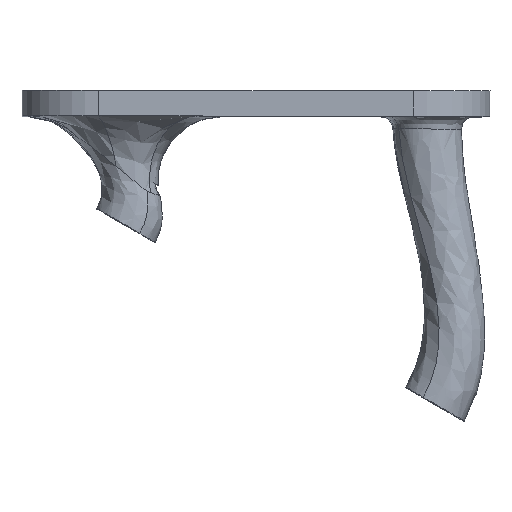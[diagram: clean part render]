
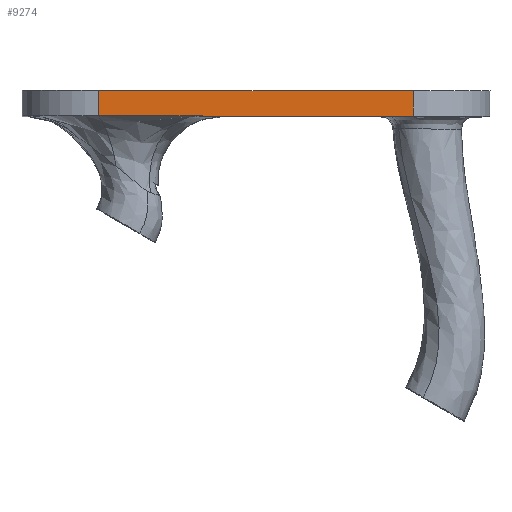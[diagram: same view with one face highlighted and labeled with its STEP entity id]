
A CAD part, top view. The second image highlights one B-rep face of the part: STEP entity #9274.
In plain terms, the highlighted planar face has unit normal (0, 0, 1).
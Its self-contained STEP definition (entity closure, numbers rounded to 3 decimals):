
#52 = VECTOR ( 'NONE', #4866, 1000. ) ;
#416 = AXIS2_PLACEMENT_3D ( 'NONE', #9046, #4559, #7591 ) ;
#927 = CARTESIAN_POINT ( 'NONE',  ( 160.84, -24.107, 44.5 ) ) ;
#1111 = DIRECTION ( 'NONE',  ( -1., 0.001, 0. ) ) ;
#1393 = VERTEX_POINT ( 'NONE', #927 ) ;
#1802 = VERTEX_POINT ( 'NONE', #8079 ) ;
#1914 = CARTESIAN_POINT ( 'NONE',  ( 289.7, -24.213, 44.5 ) ) ;
#2079 = CARTESIAN_POINT ( 'NONE',  ( 168.569, -26.113, 44.5 ) ) ;
#2137 = VECTOR ( 'NONE', #7255, 1000. ) ;
#2157 = VERTEX_POINT ( 'NONE', #8211 ) ;
#2515 = LINE ( 'NONE', #1914, #5823 ) ;
#2517 = ORIENTED_EDGE ( 'NONE', *, *, #5619, .T. ) ;
#2879 = CARTESIAN_POINT ( 'NONE',  ( 289.698, -26.213, 44.5 ) ) ;
#3118 = FACE_OUTER_BOUND ( 'NONE', #8823, .T. ) ;
#3273 = CARTESIAN_POINT ( 'NONE',  ( 160.838, -26.107, 44.5 ) ) ;
#3361 = ORIENTED_EDGE ( 'NONE', *, *, #4373, .F. ) ;
#3634 = LINE ( 'NONE', #2879, #2137 ) ;
#3665 = LINE ( 'NONE', #5056, #3750 ) ;
#3750 = VECTOR ( 'NONE', #4451, 1000. ) ;
#3760 = CARTESIAN_POINT ( 'NONE',  ( 160.795, -78.933, 44.5 ) ) ;
#3849 = DIRECTION ( 'NONE',  ( 0.001, 1., 0. ) ) ;
#4238 = VERTEX_POINT ( 'NONE', #2079 ) ;
#4373 = EDGE_CURVE ( 'NONE', #6125, #1393, #6132, .T. ) ;
#4451 = DIRECTION ( 'NONE',  ( 1., -0.001, 0. ) ) ;
#4559 = DIRECTION ( 'NONE',  ( 0., 0., 1. ) ) ;
#4866 = DIRECTION ( 'NONE',  ( 0.001, 1., 0. ) ) ;
#5056 = CARTESIAN_POINT ( 'NONE',  ( 289.698, -26.213, 44.5 ) ) ;
#5619 = EDGE_CURVE ( 'NONE', #2157, #1802, #8652, .T. ) ;
#5794 = EDGE_CURVE ( 'NONE', #4238, #2157, #3634, .T. ) ;
#5823 = VECTOR ( 'NONE', #1111, 1000. ) ;
#6125 = VERTEX_POINT ( 'NONE', #3273 ) ;
#6132 = LINE ( 'NONE', #3760, #9752 ) ;
#6188 = ORIENTED_EDGE ( 'NONE', *, *, #7740, .T. ) ;
#7255 = DIRECTION ( 'NONE',  ( 1., -0.001, 0. ) ) ;
#7399 = ORIENTED_EDGE ( 'NONE', *, *, #5794, .T. ) ;
#7496 = ORIENTED_EDGE ( 'NONE', *, *, #7500, .T. ) ;
#7500 = EDGE_CURVE ( 'NONE', #6125, #4238, #3665, .T. ) ;
#7591 = DIRECTION ( 'NONE',  ( -0.002, -1., 0. ) ) ;
#7636 = PLANE ( 'NONE',  #416 ) ;
#7740 = EDGE_CURVE ( 'NONE', #1802, #1393, #2515, .T. ) ;
#8079 = CARTESIAN_POINT ( 'NONE',  ( 185.535, -24.127, 44.5 ) ) ;
#8211 = CARTESIAN_POINT ( 'NONE',  ( 185.534, -26.127, 44.5 ) ) ;
#8652 = LINE ( 'NONE', #9308, #52 ) ;
#8823 = EDGE_LOOP ( 'NONE', ( #7496, #7399, #2517, #6188, #3361 ) ) ;
#9046 = CARTESIAN_POINT ( 'NONE',  ( 289.654, -79.039, 44.5 ) ) ;
#9274 = ADVANCED_FACE ( 'NONE', ( #3118 ), #7636, .T. ) ;
#9308 = CARTESIAN_POINT ( 'NONE',  ( 185.49, -78.953, 44.5 ) ) ;
#9752 = VECTOR ( 'NONE', #3849, 1000. ) ;
